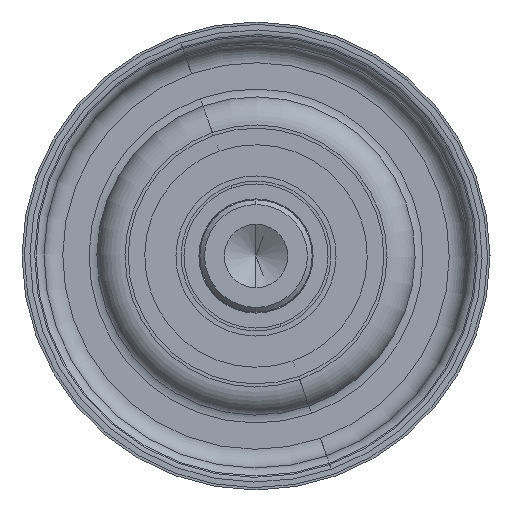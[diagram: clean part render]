
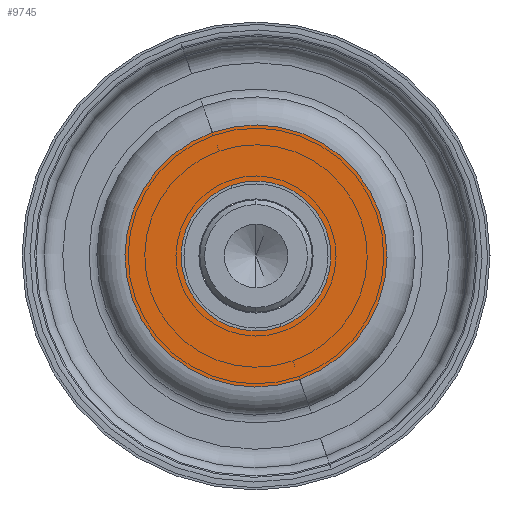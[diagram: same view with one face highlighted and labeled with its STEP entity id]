
A CAD part, left-side view. The second image highlights one B-rep face of the part: STEP entity #9745.
In plain terms, the highlighted planar face has unit normal (-1, 0, 0).
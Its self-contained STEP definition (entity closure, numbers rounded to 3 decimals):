
#39 = DIRECTION ( 'NONE',  ( 0., 0.943, -0.333 ) ) ;
#388 = AXIS2_PLACEMENT_3D ( 'NONE', #4589, #8502, #1013 ) ;
#515 = EDGE_LOOP ( 'NONE', ( #6884, #2349 ) ) ;
#560 = CARTESIAN_POINT ( 'NONE',  ( 1.1, 0., 0. ) ) ;
#882 = FACE_BOUND ( 'NONE', #515, .T. ) ;
#1013 = DIRECTION ( 'NONE',  ( 0., -0.333, -0.943 ) ) ;
#1399 = CARTESIAN_POINT ( 'NONE',  ( 1.1, -7.543, 2.665 ) ) ;
#1623 = EDGE_CURVE ( 'NONE', #6333, #9970, #2477, .T. ) ;
#1667 = DIRECTION ( 'NONE',  ( 0., -0.333, -0.943 ) ) ;
#2349 = ORIENTED_EDGE ( 'NONE', *, *, #4816, .T. ) ;
#2388 = CARTESIAN_POINT ( 'NONE',  ( 1.1, 4.664, 13.2 ) ) ;
#2477 = CIRCLE ( 'NONE', #9354, 14. ) ;
#2770 = CIRCLE ( 'NONE', #8025, 14. ) ;
#2773 = CARTESIAN_POINT ( 'NONE',  ( 1.1, 0., 0. ) ) ;
#2880 = DIRECTION ( 'NONE',  ( 1., 0., 0. ) ) ;
#3116 = ORIENTED_EDGE ( 'NONE', *, *, #10240, .T. ) ;
#3166 = CIRCLE ( 'NONE', #4706, 8. ) ;
#4326 = AXIS2_PLACEMENT_3D ( 'NONE', #11341, #2880, #39 ) ;
#4531 = FACE_OUTER_BOUND ( 'NONE', #11122, .T. ) ;
#4589 = CARTESIAN_POINT ( 'NONE',  ( 1.1, 0., 0. ) ) ;
#4706 = AXIS2_PLACEMENT_3D ( 'NONE', #2773, #5610, #9401 ) ;
#4816 = EDGE_CURVE ( 'NONE', #6138, #7320, #10053, .T. ) ;
#4959 = EDGE_CURVE ( 'NONE', #7320, #6138, #3166, .T. ) ;
#5610 = DIRECTION ( 'NONE',  ( 1., 0., 0. ) ) ;
#5810 = CARTESIAN_POINT ( 'NONE',  ( 1.1, 0., 0. ) ) ;
#6138 = VERTEX_POINT ( 'NONE', #1399 ) ;
#6333 = VERTEX_POINT ( 'NONE', #11143 ) ;
#6581 = PLANE ( 'NONE',  #388 ) ;
#6884 = ORIENTED_EDGE ( 'NONE', *, *, #4959, .T. ) ;
#7320 = VERTEX_POINT ( 'NONE', #11981 ) ;
#8025 = AXIS2_PLACEMENT_3D ( 'NONE', #5810, #11991, #1667 ) ;
#8050 = DIRECTION ( 'NONE',  ( 0., -0.333, -0.943 ) ) ;
#8502 = DIRECTION ( 'NONE',  ( -1., 0., 0. ) ) ;
#9354 = AXIS2_PLACEMENT_3D ( 'NONE', #560, #10936, #8050 ) ;
#9401 = DIRECTION ( 'NONE',  ( 0., 0.943, -0.333 ) ) ;
#9745 = ADVANCED_FACE ( 'NONE', ( #4531, #882 ), #6581, .T. ) ;
#9970 = VERTEX_POINT ( 'NONE', #2388 ) ;
#10053 = CIRCLE ( 'NONE', #4326, 8. ) ;
#10240 = EDGE_CURVE ( 'NONE', #9970, #6333, #2770, .T. ) ;
#10936 = DIRECTION ( 'NONE',  ( -1., 0., 0. ) ) ;
#11122 = EDGE_LOOP ( 'NONE', ( #11727, #3116 ) ) ;
#11143 = CARTESIAN_POINT ( 'NONE',  ( 1.1, -4.664, -13.2 ) ) ;
#11341 = CARTESIAN_POINT ( 'NONE',  ( 1.1, 0., 0. ) ) ;
#11727 = ORIENTED_EDGE ( 'NONE', *, *, #1623, .T. ) ;
#11981 = CARTESIAN_POINT ( 'NONE',  ( 1.1, 7.543, -2.665 ) ) ;
#11991 = DIRECTION ( 'NONE',  ( -1., 0., 0. ) ) ;
